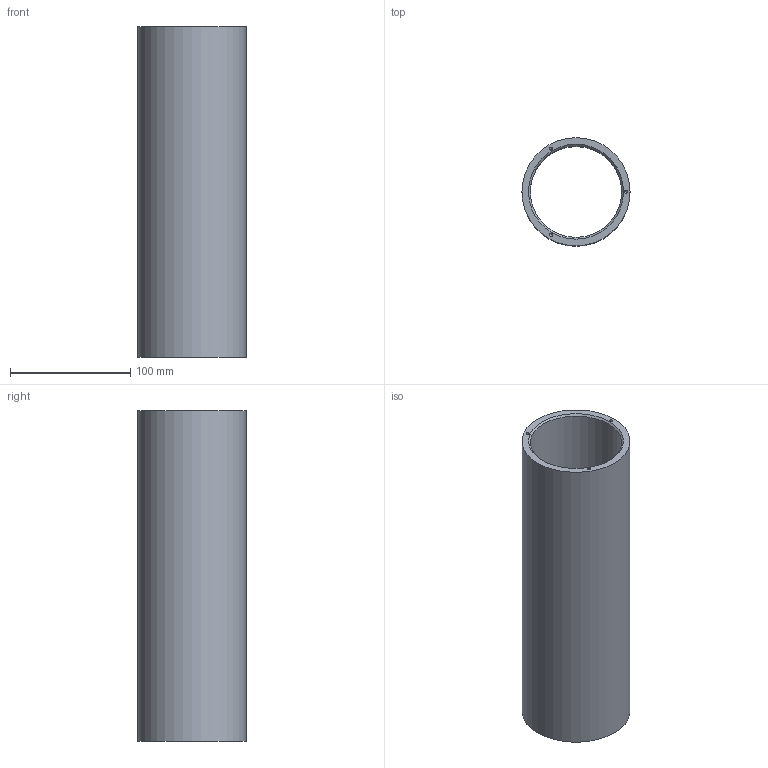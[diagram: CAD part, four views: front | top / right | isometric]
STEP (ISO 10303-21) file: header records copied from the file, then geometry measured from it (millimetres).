
FILE_DESCRIPTION(/* description */ (''),/* implementation_level */ '2;1');
FILE_NAME(/* name */ 'Logger_cylinder v5.step',/* time_stamp */ '2024-09-23T12:56:20+02:00',/* author */ (''),/* organization */ (''),/* preprocessor_version */ 'ST-DEVELOPER v20',/* originating_system */ 'Autodesk Translation Framework v13.14.0.145',/* authorisation */ '');
FILE_SCHEMA (('AUTOMOTIVE_DESIGN { 1 0 10303 214 3 1 1 }'));
Length unit declared in the file: millimetre
Products named in the file (1): Logger_cylinder
Bounding box: 90 x 90 x 275 mm (x, y, z)
Volume: 501094.7 mm3; surface area: 147132.2 mm2
Topology: 1 solids, 1 shells, 18 faces, 40 edges, 24 vertices
Faces by surface type: cone 8, cylinder 8, plane 2
Full cylindrical faces by diameter (mm): 2.529 x6, 76 x1, 90 x1
Entity records: 512 total; most frequent: DIRECTION 90, CARTESIAN_POINT 77, ORIENTED_EDGE 68, AXIS2_PLACEMENT_3D 37, EDGE_CURVE 34, EDGE_LOOP 26, VERTEX_POINT 24, FACE_OUTER_BOUND 18
